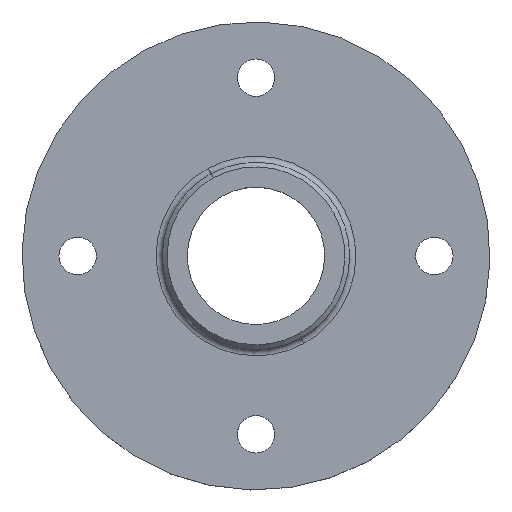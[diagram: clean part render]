
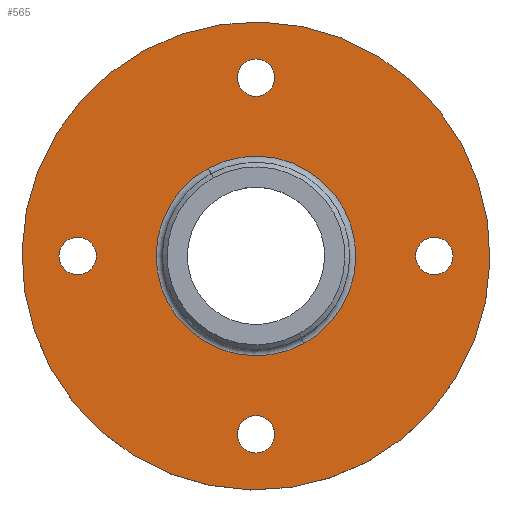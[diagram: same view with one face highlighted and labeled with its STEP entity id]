
A CAD part, top view. The second image highlights one B-rep face of the part: STEP entity #565.
In plain terms, the highlighted planar face has unit normal (0, 0, 1).
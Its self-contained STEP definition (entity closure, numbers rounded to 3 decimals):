
#263=CARTESIAN_POINT('Vertex',(35.957,-65.819,15.)) ;
#266=CARTESIAN_POINT('Axis2P3D Location',(0.,0.,15.)) ;
#270=CARTESIAN_POINT('Vertex',(-35.957,65.819,15.)) ;
#292=CARTESIAN_POINT('Axis2P3D Location',(0.,0.,15.)) ;
#441=CARTESIAN_POINT('Vertex',(15.342,-28.083,15.)) ;
#444=CARTESIAN_POINT('Axis2P3D Location',(0.,0.,15.)) ;
#448=CARTESIAN_POINT('Vertex',(-15.342,28.083,15.)) ;
#468=CARTESIAN_POINT('Axis2P3D Location',(0.,0.,15.)) ;
#480=CARTESIAN_POINT('Axis2P3D Location',(0.,75.,15.)) ;
#489=CARTESIAN_POINT('Axis2P3D Location',(-57.15,0.,15.)) ;
#493=CARTESIAN_POINT('Vertex',(-57.15,6.,15.)) ;
#495=CARTESIAN_POINT('Vertex',(-57.15,-6.,15.)) ;
#498=CARTESIAN_POINT('Axis2P3D Location',(-57.15,0.,15.)) ;
#507=CARTESIAN_POINT('Axis2P3D Location',(0.,57.15,15.)) ;
#511=CARTESIAN_POINT('Vertex',(6.,57.15,15.)) ;
#513=CARTESIAN_POINT('Vertex',(-6.,57.15,15.)) ;
#516=CARTESIAN_POINT('Axis2P3D Location',(0.,57.15,15.)) ;
#529=CARTESIAN_POINT('Axis2P3D Location',(0.,-57.15,15.)) ;
#533=CARTESIAN_POINT('Vertex',(-6.,-57.15,15.)) ;
#535=CARTESIAN_POINT('Vertex',(6.,-57.15,15.)) ;
#538=CARTESIAN_POINT('Axis2P3D Location',(0.,-57.15,15.)) ;
#547=CARTESIAN_POINT('Axis2P3D Location',(57.15,0.,15.)) ;
#551=CARTESIAN_POINT('Vertex',(57.15,-6.,15.)) ;
#553=CARTESIAN_POINT('Vertex',(57.15,6.,15.)) ;
#556=CARTESIAN_POINT('Axis2P3D Location',(57.15,0.,15.)) ;
#267=DIRECTION('Axis2P3D Direction',(0.,0.,1.)) ;
#293=DIRECTION('Axis2P3D Direction',(0.,0.,1.)) ;
#445=DIRECTION('Axis2P3D Direction',(0.,0.,1.)) ;
#469=DIRECTION('Axis2P3D Direction',(0.,-0.,1.)) ;
#481=DIRECTION('Axis2P3D Direction',(0.,0.,1.)) ;
#482=DIRECTION('Axis2P3D XDirection',(1.,0.,0.)) ;
#490=DIRECTION('Axis2P3D Direction',(0.,0.,1.)) ;
#499=DIRECTION('Axis2P3D Direction',(0.,0.,1.)) ;
#508=DIRECTION('Axis2P3D Direction',(0.,0.,1.)) ;
#517=DIRECTION('Axis2P3D Direction',(0.,0.,1.)) ;
#530=DIRECTION('Axis2P3D Direction',(0.,0.,1.)) ;
#539=DIRECTION('Axis2P3D Direction',(0.,0.,1.)) ;
#548=DIRECTION('Axis2P3D Direction',(0.,0.,1.)) ;
#557=DIRECTION('Axis2P3D Direction',(0.,0.,1.)) ;
#268=AXIS2_PLACEMENT_3D('Circle Axis2P3D',#266,#267,$) ;
#294=AXIS2_PLACEMENT_3D('Circle Axis2P3D',#292,#293,$) ;
#446=AXIS2_PLACEMENT_3D('Circle Axis2P3D',#444,#445,$) ;
#470=AXIS2_PLACEMENT_3D('Circle Axis2P3D',#468,#469,$) ;
#483=AXIS2_PLACEMENT_3D('Plane Axis2P3D',#480,#481,#482) ;
#491=AXIS2_PLACEMENT_3D('Circle Axis2P3D',#489,#490,$) ;
#500=AXIS2_PLACEMENT_3D('Circle Axis2P3D',#498,#499,$) ;
#509=AXIS2_PLACEMENT_3D('Circle Axis2P3D',#507,#508,$) ;
#518=AXIS2_PLACEMENT_3D('Circle Axis2P3D',#516,#517,$) ;
#531=AXIS2_PLACEMENT_3D('Circle Axis2P3D',#529,#530,$) ;
#540=AXIS2_PLACEMENT_3D('Circle Axis2P3D',#538,#539,$) ;
#549=AXIS2_PLACEMENT_3D('Circle Axis2P3D',#547,#548,$) ;
#558=AXIS2_PLACEMENT_3D('Circle Axis2P3D',#556,#557,$) ;
#486=ORIENTED_EDGE('',*,*,#296,.T.) ;
#487=ORIENTED_EDGE('',*,*,#272,.T.) ;
#504=ORIENTED_EDGE('',*,*,#497,.F.) ;
#505=ORIENTED_EDGE('',*,*,#502,.F.) ;
#522=ORIENTED_EDGE('',*,*,#515,.F.) ;
#523=ORIENTED_EDGE('',*,*,#520,.F.) ;
#526=ORIENTED_EDGE('',*,*,#472,.T.) ;
#527=ORIENTED_EDGE('',*,*,#450,.T.) ;
#544=ORIENTED_EDGE('',*,*,#537,.F.) ;
#545=ORIENTED_EDGE('',*,*,#542,.F.) ;
#562=ORIENTED_EDGE('',*,*,#555,.F.) ;
#563=ORIENTED_EDGE('',*,*,#560,.F.) ;
#506=FACE_BOUND('',#503,.T.) ;
#524=FACE_BOUND('',#521,.T.) ;
#528=FACE_BOUND('',#525,.T.) ;
#546=FACE_BOUND('',#543,.T.) ;
#564=FACE_BOUND('',#561,.T.) ;
#565=ADVANCED_FACE('Corps principal',(#488,#506,#524,#528,#546,#564),#484,.T.) ;
#269=CIRCLE('generated circle',#268,75.) ;
#295=CIRCLE('generated circle',#294,75.) ;
#447=CIRCLE('generated circle',#446,32.) ;
#471=CIRCLE('generated circle',#470,32.) ;
#492=CIRCLE('generated circle',#491,6.) ;
#501=CIRCLE('generated circle',#500,6.) ;
#510=CIRCLE('generated circle',#509,6.) ;
#519=CIRCLE('generated circle',#518,6.) ;
#532=CIRCLE('generated circle',#531,6.) ;
#541=CIRCLE('generated circle',#540,6.) ;
#550=CIRCLE('generated circle',#549,6.) ;
#559=CIRCLE('generated circle',#558,6.) ;
#272=EDGE_CURVE('',#271,#264,#269,.T.) ;
#296=EDGE_CURVE('',#264,#271,#295,.T.) ;
#450=EDGE_CURVE('',#449,#442,#447,.F.) ;
#472=EDGE_CURVE('',#442,#449,#471,.F.) ;
#497=EDGE_CURVE('',#494,#496,#492,.T.) ;
#502=EDGE_CURVE('',#496,#494,#501,.T.) ;
#515=EDGE_CURVE('',#512,#514,#510,.T.) ;
#520=EDGE_CURVE('',#514,#512,#519,.T.) ;
#537=EDGE_CURVE('',#534,#536,#532,.T.) ;
#542=EDGE_CURVE('',#536,#534,#541,.T.) ;
#555=EDGE_CURVE('',#552,#554,#550,.T.) ;
#560=EDGE_CURVE('',#554,#552,#559,.T.) ;
#485=EDGE_LOOP('',(#486,#487)) ;
#503=EDGE_LOOP('',(#504,#505)) ;
#521=EDGE_LOOP('',(#522,#523)) ;
#525=EDGE_LOOP('',(#526,#527)) ;
#543=EDGE_LOOP('',(#544,#545)) ;
#561=EDGE_LOOP('',(#562,#563)) ;
#488=FACE_OUTER_BOUND('',#485,.T.) ;
#484=PLANE('',#483) ;
#264=VERTEX_POINT('',#263) ;
#271=VERTEX_POINT('',#270) ;
#442=VERTEX_POINT('',#441) ;
#449=VERTEX_POINT('',#448) ;
#494=VERTEX_POINT('',#493) ;
#496=VERTEX_POINT('',#495) ;
#512=VERTEX_POINT('',#511) ;
#514=VERTEX_POINT('',#513) ;
#534=VERTEX_POINT('',#533) ;
#536=VERTEX_POINT('',#535) ;
#552=VERTEX_POINT('',#551) ;
#554=VERTEX_POINT('',#553) ;
